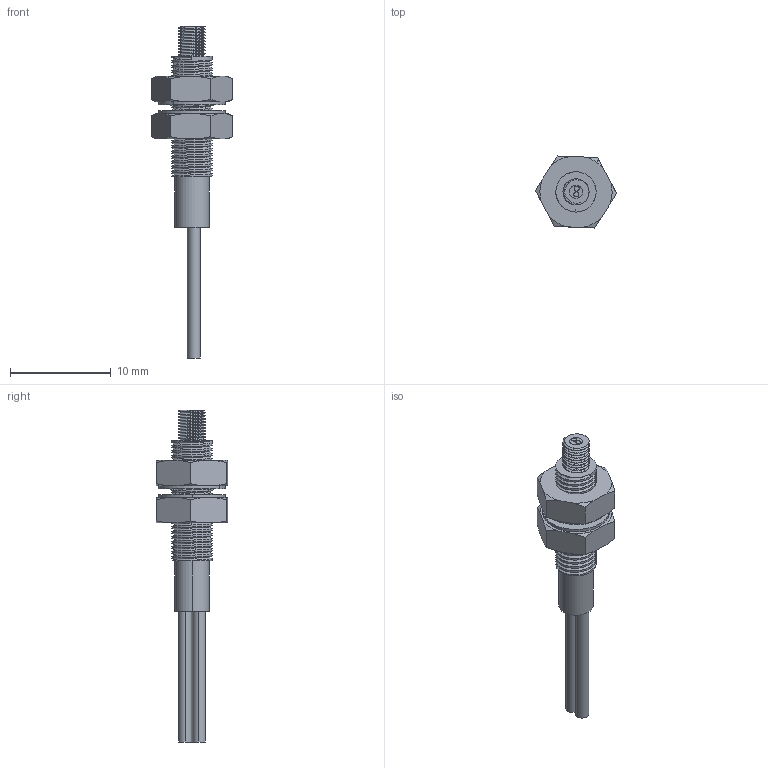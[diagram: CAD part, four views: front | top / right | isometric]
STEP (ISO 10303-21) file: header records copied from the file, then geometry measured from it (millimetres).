
FILE_DESCRIPTION (( 'STEP AP203' ), '1' );
FILE_NAME ('PD-H420Y.STEP', '2015-12-21T05:31:19', ( '' ), ( '' ), 'SwSTEP 2.0', 'SolidWorks 2013', '' );
FILE_SCHEMA (( 'CONFIG_CONTROL_DESIGN' ));
Length unit declared in the file: millimetre
Products named in the file (1): PD-H420Y
Bounding box: 8.08 x 7.15 x 33 mm (x, y, z)
Volume: 424.7 mm3; surface area: 776.4 mm2
Topology: 3 solids, 3 shells, 249 faces, 677 edges, 445 vertices
Faces by surface type: plane 110, cylinder 107, cone 28, bspline 4
Entity records: 11135 total; most frequent: CARTESIAN_POINT 5308, ORIENTED_EDGE 1354, DIRECTION 1046, EDGE_CURVE 677, VERTEX_POINT 445, AXIS2_PLACEMENT_3D 353, VECTOR 340, LINE 340
